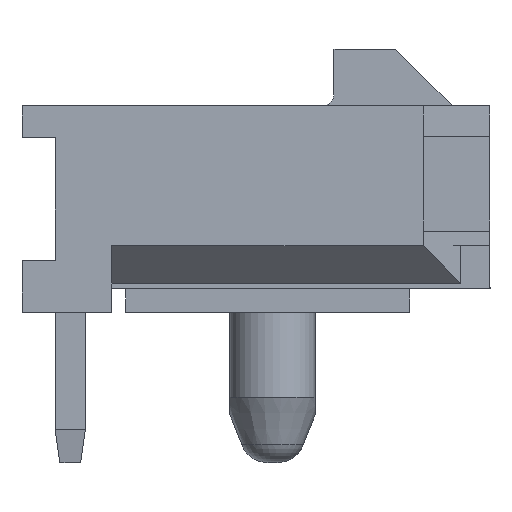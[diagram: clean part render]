
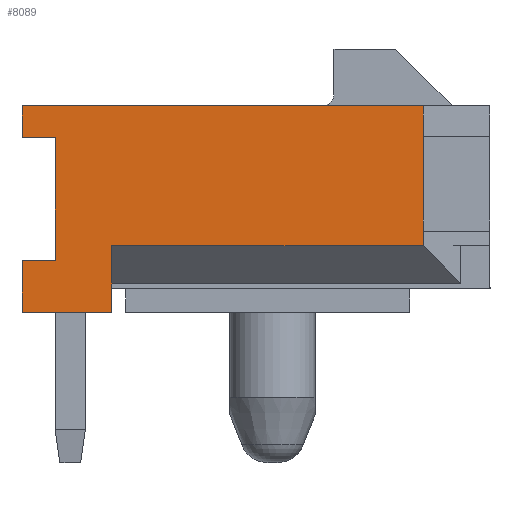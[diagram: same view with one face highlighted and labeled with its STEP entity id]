
A CAD part, left-side view. The second image highlights one B-rep face of the part: STEP entity #8089.
In plain terms, the highlighted planar face has unit normal (-1, 0, 0).
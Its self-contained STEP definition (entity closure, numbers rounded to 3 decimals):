
#1119=ORIENTED_EDGE('',*,*,#3288,.T.);
#1120=ORIENTED_EDGE('',*,*,#3289,.T.);
#1121=ORIENTED_EDGE('',*,*,#3281,.T.);
#1122=ORIENTED_EDGE('',*,*,#3290,.T.);
#1123=ORIENTED_EDGE('',*,*,#3291,.F.);
#1124=ORIENTED_EDGE('',*,*,#3292,.T.);
#1125=ORIENTED_EDGE('',*,*,#3293,.F.);
#1126=ORIENTED_EDGE('',*,*,#3294,.F.);
#1127=ORIENTED_EDGE('',*,*,#3295,.F.);
#1128=ORIENTED_EDGE('',*,*,#2670,.T.);
#1129=ORIENTED_EDGE('',*,*,#3287,.T.);
#1130=ORIENTED_EDGE('',*,*,#3296,.T.);
#2670=EDGE_CURVE('',#3822,#3821,#4579,.T.);
#3281=EDGE_CURVE('',#4294,#4295,#5190,.T.);
#3287=EDGE_CURVE('',#3821,#4299,#5196,.T.);
#3288=EDGE_CURVE('',#4300,#4301,#5197,.T.);
#3289=EDGE_CURVE('',#4301,#4294,#5198,.T.);
#3290=EDGE_CURVE('',#4295,#4302,#5199,.T.);
#3291=EDGE_CURVE('',#4303,#4302,#5200,.T.);
#3292=EDGE_CURVE('',#4303,#4304,#5201,.T.);
#3293=EDGE_CURVE('',#4305,#4304,#5202,.T.);
#3294=EDGE_CURVE('',#4306,#4305,#5203,.T.);
#3295=EDGE_CURVE('',#3822,#4306,#5204,.T.);
#3296=EDGE_CURVE('',#4299,#4300,#5205,.T.);
#3821=VERTEX_POINT('',#11346);
#3822=VERTEX_POINT('',#11348);
#4294=VERTEX_POINT('',#12539);
#4295=VERTEX_POINT('',#12540);
#4299=VERTEX_POINT('',#12550);
#4300=VERTEX_POINT('',#12554);
#4301=VERTEX_POINT('',#12555);
#4302=VERTEX_POINT('',#12558);
#4303=VERTEX_POINT('',#12560);
#4304=VERTEX_POINT('',#12562);
#4305=VERTEX_POINT('',#12564);
#4306=VERTEX_POINT('',#12566);
#4579=LINE('',#11347,#5723);
#5190=LINE('',#12538,#6334);
#5196=LINE('',#12551,#6340);
#5197=LINE('',#12553,#6341);
#5198=LINE('',#12556,#6342);
#5199=LINE('',#12557,#6343);
#5200=LINE('',#12559,#6344);
#5201=LINE('',#12561,#6345);
#5202=LINE('',#12563,#6346);
#5203=LINE('',#12565,#6347);
#5204=LINE('',#12567,#6348);
#5205=LINE('',#12568,#6349);
#5723=VECTOR('',#9133,1000.);
#6334=VECTOR('',#9960,1000.);
#6340=VECTOR('',#9968,1000.);
#6341=VECTOR('',#9971,1000.);
#6342=VECTOR('',#9972,1000.);
#6343=VECTOR('',#9973,1000.);
#6344=VECTOR('',#9974,1000.);
#6345=VECTOR('',#9975,1000.);
#6346=VECTOR('',#9976,1000.);
#6347=VECTOR('',#9977,1000.);
#6348=VECTOR('',#9978,1000.);
#6349=VECTOR('',#9979,1000.);
#6832=EDGE_LOOP('',(#1119,#1120,#1121,#1122,#1123,#1124,#1125,#1126,#1127,
#1128,#1129,#1130));
#7272=FACE_BOUND('',#6832,.T.);
#7683=PLANE('',#8542);
#8089=ADVANCED_FACE('',(#7272),#7683,.T.);
#8542=AXIS2_PLACEMENT_3D('',#12552,#9969,#9970);
#9133=DIRECTION('',(0.,1.,0.));
#9960=DIRECTION('',(0.,0.,-1.));
#9968=DIRECTION('',(0.,0.,-1.));
#9969=DIRECTION('',(-1.,0.,0.));
#9970=DIRECTION('',(0.,0.,1.));
#9971=DIRECTION('',(0.,0.,-1.));
#9972=DIRECTION('',(0.,1.,0.));
#9973=DIRECTION('',(0.,-1.,0.));
#9974=DIRECTION('',(0.,0.,-1.));
#9975=DIRECTION('',(0.,-1.,0.));
#9976=DIRECTION('',(0.,0.,-1.));
#9977=DIRECTION('',(0.,0.,-1.));
#9978=DIRECTION('',(0.,0.,-1.));
#9979=DIRECTION('',(0.,-1.,0.));
#11346=CARTESIAN_POINT('',(-19.825,4.95,2.185));
#11347=CARTESIAN_POINT('',(-19.825,-4.95,2.185));
#11348=CARTESIAN_POINT('',(-19.825,-3.536,2.185));
#12538=CARTESIAN_POINT('',(-19.825,4.95,2.185));
#12539=CARTESIAN_POINT('',(-19.825,4.95,-1.085));
#12540=CARTESIAN_POINT('',(-19.825,4.95,-2.185));
#12550=CARTESIAN_POINT('',(-19.825,4.95,1.515));
#12551=CARTESIAN_POINT('',(-19.825,4.95,2.185));
#12552=CARTESIAN_POINT('',(-19.825,0.,0.));
#12553=CARTESIAN_POINT('',(-19.825,4.25,0.));
#12554=CARTESIAN_POINT('',(-19.825,4.25,1.515));
#12555=CARTESIAN_POINT('',(-19.825,4.25,-1.085));
#12556=CARTESIAN_POINT('',(-19.825,0.,-1.085));
#12557=CARTESIAN_POINT('',(-19.825,4.95,-2.185));
#12558=CARTESIAN_POINT('',(-19.825,3.05,-2.185));
#12559=CARTESIAN_POINT('',(-19.825,3.05,-2.185));
#12560=CARTESIAN_POINT('',(-19.825,3.05,-0.771));
#12561=CARTESIAN_POINT('',(-19.825,3.05,-0.771));
#12562=CARTESIAN_POINT('',(-19.825,-3.536,-0.771));
#12563=CARTESIAN_POINT('',(-19.825,-3.536,0.));
#12564=CARTESIAN_POINT('',(-19.825,-3.536,-0.465));
#12565=CARTESIAN_POINT('',(-19.825,-3.536,1.535));
#12566=CARTESIAN_POINT('',(-19.825,-3.536,1.535));
#12567=CARTESIAN_POINT('',(-19.825,-3.536,0.));
#12568=CARTESIAN_POINT('',(-19.825,0.,1.515));
